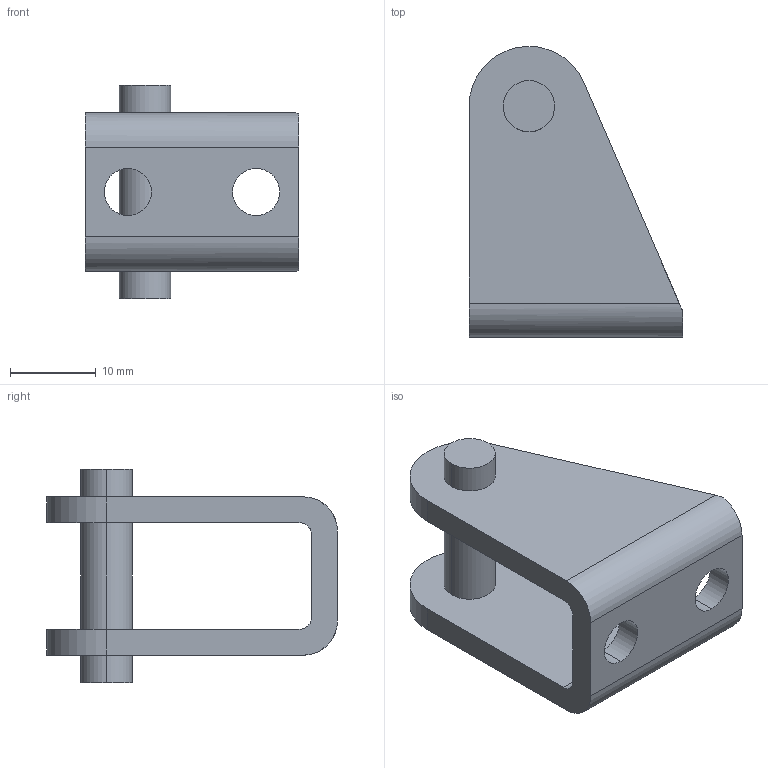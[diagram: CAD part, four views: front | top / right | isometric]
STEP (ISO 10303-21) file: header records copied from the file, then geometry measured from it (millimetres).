
FILE_DESCRIPTION(('HOOPS Exchange Step'),'2;1');
FILE_NAME('export-65489A3E-EA36-4E87-9A5A-210D7A3B7361.stp','2021-04-16T15:12:14+02:00',('Engineering'),('Alibre'),'HOOPS Exchange 2020.1','Alibre','Unknown authorisation');
FILE_SCHEMA( ('AP242_MANAGED_MODEL_BASED_3D_ENGINEERING_MIM_LF {1 0 10303 442 1 1 4 }') );
Length unit declared in the file: millimetre
Products named in the file (1): 5558 W0950120005 COUNTER-HINGE - MODEL BC for 12&16Ø BORE ISO6432
Bounding box: 25 x 34 x 25 mm (x, y, z)
Volume: 4952.9 mm3; surface area: 3862.5 mm2
Topology: 1 solids, 1 shells, 28 faces, 72 edges, 48 vertices
Faces by surface type: cylinder 16, plane 12
Entity records: 914 total; most frequent: DIRECTION 168, CARTESIAN_POINT 150, ORIENTED_EDGE 144, EDGE_CURVE 72, AXIS2_PLACEMENT_3D 66, VERTEX_POINT 48, EDGE_LOOP 36, FACE_BOUND 36
